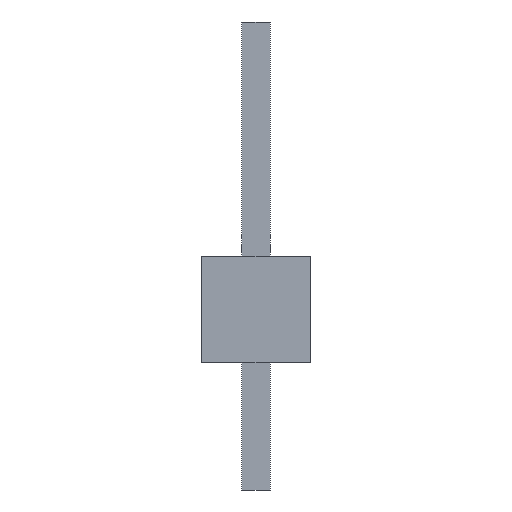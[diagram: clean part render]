
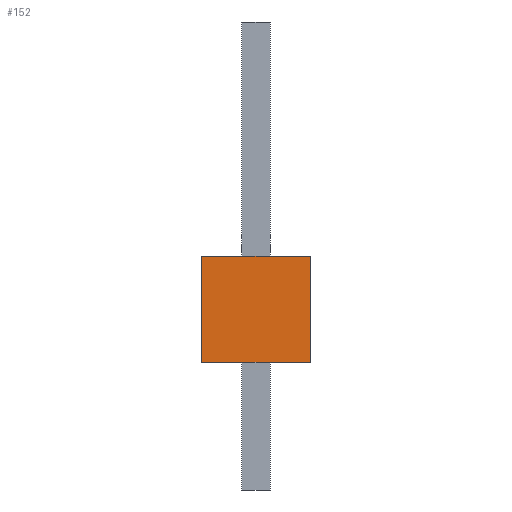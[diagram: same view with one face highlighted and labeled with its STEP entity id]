
A CAD part, front view. The second image highlights one B-rep face of the part: STEP entity #152.
In plain terms, the highlighted planar face has unit normal (0, -1, 0).
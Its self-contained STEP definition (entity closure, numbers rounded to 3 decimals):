
#13=DIRECTION('',(0.,0.,1.));
#14=DIRECTION('',(1.,0.,0.));
#103=EDGE_CURVE('',#104,#106,#108,.T.);
#104=VERTEX_POINT('',#105);
#105=CARTESIAN_POINT('',(-1.27,-1.271,0.));
#106=VERTEX_POINT('',#107);
#107=CARTESIAN_POINT('',(-1.27,-1.271,2.5));
#108=LINE('',#105,#109);
#109=VECTOR('',#13,1.);
#116=DIRECTION('',(0.,1.,0.));
#130=ORIENTED_EDGE('',*,*,#131,.F.);
#131=EDGE_CURVE('',#132,#134,#136,.T.);
#132=VERTEX_POINT('',#133);
#133=CARTESIAN_POINT('',(1.27,-1.271,0.));
#134=VERTEX_POINT('',#135);
#135=CARTESIAN_POINT('',(1.27,-1.271,2.5));
#136=LINE('',#133,#109);
#152=ADVANCED_FACE('',(#153),#163,.F.);
#153=FACE_BOUND('',#154,.F.);
#154=EDGE_LOOP('',(#155,#159,#160,#130));
#155=ORIENTED_EDGE('',*,*,#156,.F.);
#156=EDGE_CURVE('',#104,#132,#157,.T.);
#157=LINE('',#105,#158);
#158=VECTOR('',#14,1.);
#159=ORIENTED_EDGE('',*,*,#103,.T.);
#160=ORIENTED_EDGE('',*,*,#161,.T.);
#161=EDGE_CURVE('',#106,#134,#162,.T.);
#162=LINE('',#107,#158);
#163=PLANE('',#164);
#164=AXIS2_PLACEMENT_3D('',#105,#116,#13);
